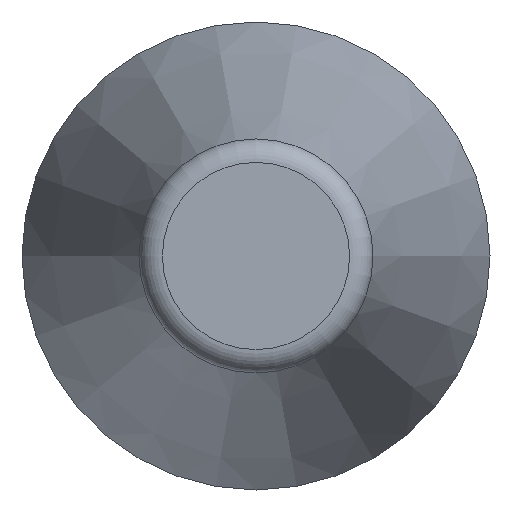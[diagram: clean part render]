
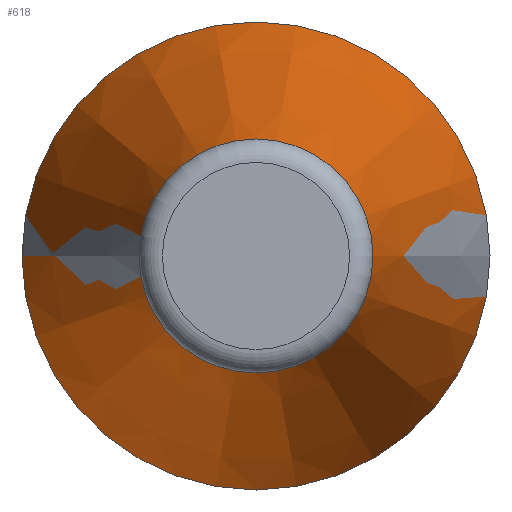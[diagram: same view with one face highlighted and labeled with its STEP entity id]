
A CAD part, front view. The second image highlights one B-rep face of the part: STEP entity #618.
In plain terms, the highlighted conical face has half-angle 15 degrees and reference radius 3 mm.
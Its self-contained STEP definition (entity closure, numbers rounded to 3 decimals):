
#552 = CYLINDRICAL_SURFACE('',#553,3.);
#553 = AXIS2_PLACEMENT_3D('',#554,#555,#556);
#554 = CARTESIAN_POINT('',(0.,59.129,0.));
#555 = DIRECTION('',(-0.,-1.,-0.));
#556 = DIRECTION('',(-1.,0.,0.));
#569 = VERTEX_POINT('',#570);
#570 = CARTESIAN_POINT('',(-3.,18.728,0.));
#591 = EDGE_CURVE('',#569,#569,#592,.T.);
#592 = SURFACE_CURVE('',#593,(#598,#605),.PCURVE_S1.);
#593 = CIRCLE('',#594,3.);
#594 = AXIS2_PLACEMENT_3D('',#595,#596,#597);
#595 = CARTESIAN_POINT('',(0.,18.728,0.));
#596 = DIRECTION('',(0.,1.,0.));
#597 = DIRECTION('',(-1.,0.,0.));
#598 = PCURVE('',#552,#599);
#599 = DEFINITIONAL_REPRESENTATION('',(#600),#604);
#600 = LINE('',#601,#602);
#601 = CARTESIAN_POINT('',(-0.,40.402));
#602 = VECTOR('',#603,1.);
#603 = DIRECTION('',(-1.,0.));
#604 = ( GEOMETRIC_REPRESENTATION_CONTEXT(2) 
PARAMETRIC_REPRESENTATION_CONTEXT() REPRESENTATION_CONTEXT('2D SPACE',''
  ) );
#605 = PCURVE('',#606,#611);
#606 = CONICAL_SURFACE('',#607,3.,0.262);
#607 = AXIS2_PLACEMENT_3D('',#608,#609,#610);
#608 = CARTESIAN_POINT('',(0.,18.728,0.));
#609 = DIRECTION('',(0.,1.,0.));
#610 = DIRECTION('',(-1.,0.,0.));
#611 = DEFINITIONAL_REPRESENTATION('',(#612),#616);
#612 = LINE('',#613,#614);
#613 = CARTESIAN_POINT('',(0.,0.));
#614 = VECTOR('',#615,1.);
#615 = DIRECTION('',(1.,-0.));
#616 = ( GEOMETRIC_REPRESENTATION_CONTEXT(2) 
PARAMETRIC_REPRESENTATION_CONTEXT() REPRESENTATION_CONTEXT('2D SPACE',''
  ) );
#618 = ADVANCED_FACE('',(#619),#606,.T.);
#619 = FACE_BOUND('',#620,.F.);
#620 = EDGE_LOOP('',(#621,#622,#645,#676));
#621 = ORIENTED_EDGE('',*,*,#591,.T.);
#622 = ORIENTED_EDGE('',*,*,#623,.T.);
#623 = EDGE_CURVE('',#569,#624,#626,.T.);
#624 = VERTEX_POINT('',#625);
#625 = CARTESIAN_POINT('',(-1.5,13.129,0.));
#626 = SEAM_CURVE('',#627,(#631,#638),.PCURVE_S1.);
#627 = LINE('',#628,#629);
#628 = CARTESIAN_POINT('',(-3.,18.728,0.));
#629 = VECTOR('',#630,1.);
#630 = DIRECTION('',(0.259,-0.966,0.)
  );
#631 = PCURVE('',#606,#632);
#632 = DEFINITIONAL_REPRESENTATION('',(#633),#637);
#633 = LINE('',#634,#635);
#634 = CARTESIAN_POINT('',(0.,-0.));
#635 = VECTOR('',#636,1.);
#636 = DIRECTION('',(0.,-1.));
#637 = ( GEOMETRIC_REPRESENTATION_CONTEXT(2) 
PARAMETRIC_REPRESENTATION_CONTEXT() REPRESENTATION_CONTEXT('2D SPACE',''
  ) );
#638 = PCURVE('',#606,#639);
#639 = DEFINITIONAL_REPRESENTATION('',(#640),#644);
#640 = LINE('',#641,#642);
#641 = CARTESIAN_POINT('',(6.283,-0.));
#642 = VECTOR('',#643,1.);
#643 = DIRECTION('',(0.,-1.));
#644 = ( GEOMETRIC_REPRESENTATION_CONTEXT(2) 
PARAMETRIC_REPRESENTATION_CONTEXT() REPRESENTATION_CONTEXT('2D SPACE',''
  ) );
#645 = ORIENTED_EDGE('',*,*,#646,.F.);
#646 = EDGE_CURVE('',#624,#624,#647,.T.);
#647 = SURFACE_CURVE('',#648,(#653,#660),.PCURVE_S1.);
#648 = CIRCLE('',#649,1.5);
#649 = AXIS2_PLACEMENT_3D('',#650,#651,#652);
#650 = CARTESIAN_POINT('',(0.,13.129,0.));
#651 = DIRECTION('',(0.,1.,0.));
#652 = DIRECTION('',(-1.,0.,0.));
#653 = PCURVE('',#606,#654);
#654 = DEFINITIONAL_REPRESENTATION('',(#655),#659);
#655 = LINE('',#656,#657);
#656 = CARTESIAN_POINT('',(0.,-5.598));
#657 = VECTOR('',#658,1.);
#658 = DIRECTION('',(1.,-0.));
#659 = ( GEOMETRIC_REPRESENTATION_CONTEXT(2) 
PARAMETRIC_REPRESENTATION_CONTEXT() REPRESENTATION_CONTEXT('2D SPACE',''
  ) );
#660 = PCURVE('',#661,#666);
#661 = PLANE('',#662);
#662 = AXIS2_PLACEMENT_3D('',#663,#664,#665);
#663 = CARTESIAN_POINT('',(0.,13.129,0.));
#664 = DIRECTION('',(-0.,-1.,-0.));
#665 = DIRECTION('',(1.,-0.,0.));
#666 = DEFINITIONAL_REPRESENTATION('',(#667),#675);
#667 = ( BOUNDED_CURVE() B_SPLINE_CURVE(2,(#668,#669,#670,#671,#672,#673
,#674),.UNSPECIFIED.,.T.,.F.) B_SPLINE_CURVE_WITH_KNOTS((3,2,2,3),(0.,
    2.094,4.189,6.283),
.PIECEWISE_BEZIER_KNOTS.) CURVE() GEOMETRIC_REPRESENTATION_ITEM() 
RATIONAL_B_SPLINE_CURVE((1.,0.5,1.,0.5,1.,0.5,1.)) REPRESENTATION_ITEM(
  '') );
#668 = CARTESIAN_POINT('',(-1.5,0.));
#669 = CARTESIAN_POINT('',(-1.5,2.598));
#670 = CARTESIAN_POINT('',(0.75,1.299));
#671 = CARTESIAN_POINT('',(3.,0.));
#672 = CARTESIAN_POINT('',(0.75,-1.299));
#673 = CARTESIAN_POINT('',(-1.5,-2.598));
#674 = CARTESIAN_POINT('',(-1.5,0.));
#675 = ( GEOMETRIC_REPRESENTATION_CONTEXT(2) 
PARAMETRIC_REPRESENTATION_CONTEXT() REPRESENTATION_CONTEXT('2D SPACE',''
  ) );
#676 = ORIENTED_EDGE('',*,*,#623,.F.);
